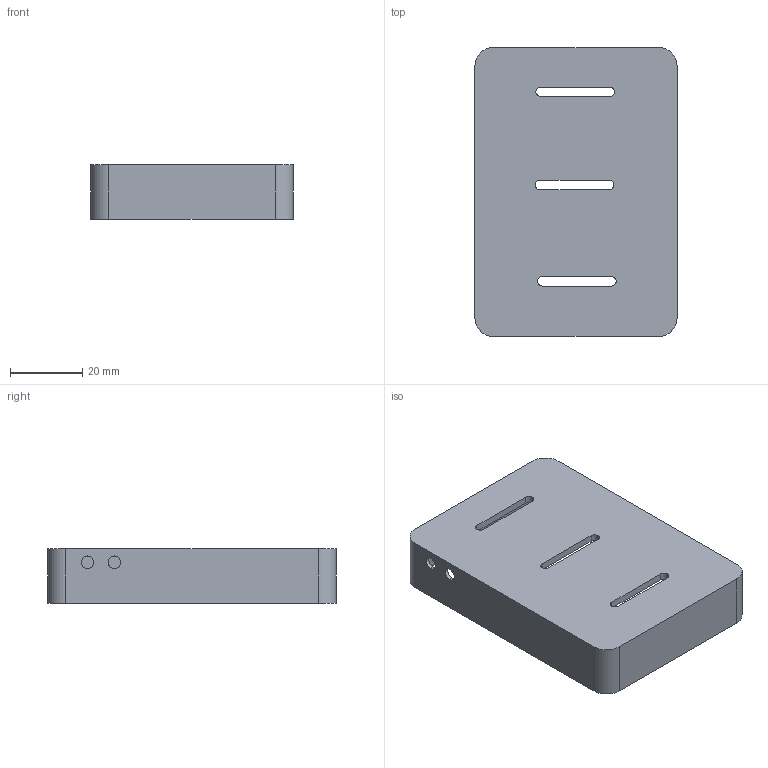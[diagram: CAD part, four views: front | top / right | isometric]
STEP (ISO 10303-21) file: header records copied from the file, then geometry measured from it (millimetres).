
FILE_DESCRIPTION (( 'STEP AP203' ), '1' );
FILE_NAME ('Part1.STEP', '2025-12-06T16:47:51', ( '' ), ( '' ), 'SwSTEP 2.0', 'SolidWorks 2024', '' );
FILE_SCHEMA (( 'CONFIG_CONTROL_DESIGN' ));
Length unit declared in the file: millimetre
Products named in the file (1): Part1
Bounding box: 56 x 80 x 15 mm (x, y, z)
Volume: 12053.5 mm3; surface area: 16158.5 mm2
Topology: 1 solids, 1 shells, 68 faces, 189 edges, 126 vertices
Faces by surface type: plane 47, cylinder 21
Entity records: 2276 total; most frequent: CARTESIAN_POINT 384, ORIENTED_EDGE 378, DIRECTION 373, EDGE_CURVE 189, VECTOR 143, LINE 143, VERTEX_POINT 126, AXIS2_PLACEMENT_3D 115
